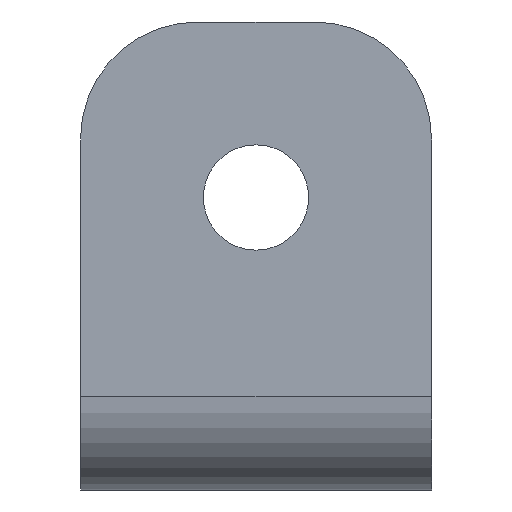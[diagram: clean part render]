
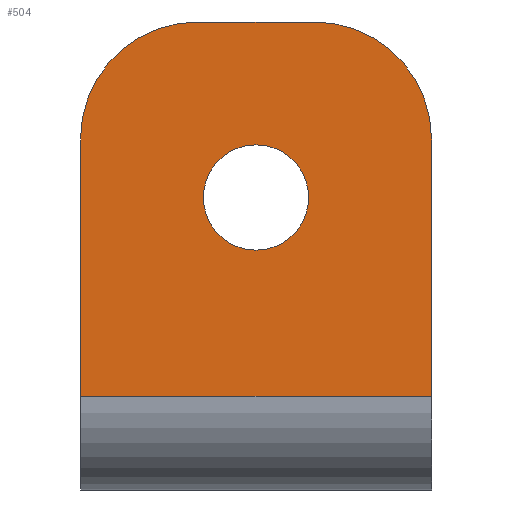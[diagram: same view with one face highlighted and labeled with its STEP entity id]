
A CAD part, front view. The second image highlights one B-rep face of the part: STEP entity #504.
In plain terms, the highlighted planar face has unit normal (0, -1, 0).
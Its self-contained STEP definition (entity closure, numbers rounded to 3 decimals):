
#15=FACE_BOUND('',#80,.T.);
#26=PLANE('',#557);
#48=FACE_OUTER_BOUND('',#79,.T.);
#79=EDGE_LOOP('',(#364,#365,#366,#367,#368,#369));
#80=EDGE_LOOP('',(#370));
#120=LINE('',#792,#165);
#123=LINE('',#798,#168);
#124=LINE('',#802,#169);
#125=LINE('',#803,#170);
#165=VECTOR('',#634,2.88);
#168=VECTOR('',#639,10.);
#169=VECTOR('',#642,2.88);
#170=VECTOR('',#643,10.);
#212=CIRCLE('',#555,5.);
#213=CIRCLE('',#558,5.);
#214=CIRCLE('',#559,2.25);
#239=VERTEX_POINT('',#785);
#240=VERTEX_POINT('',#787);
#241=VERTEX_POINT('',#791);
#243=VERTEX_POINT('',#797);
#244=VERTEX_POINT('',#799);
#245=VERTEX_POINT('',#801);
#246=VERTEX_POINT('',#804);
#284=EDGE_CURVE('',#239,#240,#212,.T.);
#286=EDGE_CURVE('',#241,#240,#120,.T.);
#289=EDGE_CURVE('',#239,#243,#123,.T.);
#290=EDGE_CURVE('',#244,#243,#213,.T.);
#291=EDGE_CURVE('',#245,#244,#124,.T.);
#292=EDGE_CURVE('',#245,#241,#125,.T.);
#293=EDGE_CURVE('',#246,#246,#214,.T.);
#364=ORIENTED_EDGE('',*,*,#284,.F.);
#365=ORIENTED_EDGE('',*,*,#289,.T.);
#366=ORIENTED_EDGE('',*,*,#290,.F.);
#367=ORIENTED_EDGE('',*,*,#291,.F.);
#368=ORIENTED_EDGE('',*,*,#292,.T.);
#369=ORIENTED_EDGE('',*,*,#286,.T.);
#370=ORIENTED_EDGE('',*,*,#293,.T.);
#504=ADVANCED_FACE('',(#48,#15),#26,.T.);
#555=AXIS2_PLACEMENT_3D('',#788,#629,#630);
#557=AXIS2_PLACEMENT_3D('',#796,#637,#638);
#558=AXIS2_PLACEMENT_3D('',#800,#640,#641);
#559=AXIS2_PLACEMENT_3D('',#805,#644,#645);
#629=DIRECTION('center_axis',(0.,1.,0.));
#630=DIRECTION('ref_axis',(0.707,0.,0.707));
#634=DIRECTION('',(0.,0.,1.));
#637=DIRECTION('center_axis',(0.,-1.,0.));
#638=DIRECTION('ref_axis',(-1.,0.,0.));
#639=DIRECTION('',(-1.,0.,0.));
#640=DIRECTION('center_axis',(0.,1.,0.));
#641=DIRECTION('ref_axis',(-0.707,0.,0.707));
#642=DIRECTION('',(0.,0.,1.));
#643=DIRECTION('',(1.,0.,0.));
#644=DIRECTION('center_axis',(0.,1.,0.));
#645=DIRECTION('ref_axis',(0.,0.,1.));
#785=CARTESIAN_POINT('',(2.5,-50.,20.));
#787=CARTESIAN_POINT('',(7.5,-50.,15.));
#788=CARTESIAN_POINT('Origin',(2.5,-50.,15.));
#791=CARTESIAN_POINT('',(7.5,-50.,4.));
#792=CARTESIAN_POINT('',(7.5,-50.,-5.048));
#796=CARTESIAN_POINT('Origin',(0.,-50.,9.738));
#797=CARTESIAN_POINT('',(-2.5,-50.,20.));
#798=CARTESIAN_POINT('',(7.5,-50.,20.));
#799=CARTESIAN_POINT('',(-7.5,-50.,15.));
#800=CARTESIAN_POINT('Origin',(-2.5,-50.,15.));
#801=CARTESIAN_POINT('',(-7.5,-50.,4.));
#802=CARTESIAN_POINT('',(-7.5,-50.,-5.048));
#803=CARTESIAN_POINT('',(0.,-50.,4.));
#804=CARTESIAN_POINT('',(0.,-50.,10.25));
#805=CARTESIAN_POINT('Origin',(0.,-50.,12.5));
